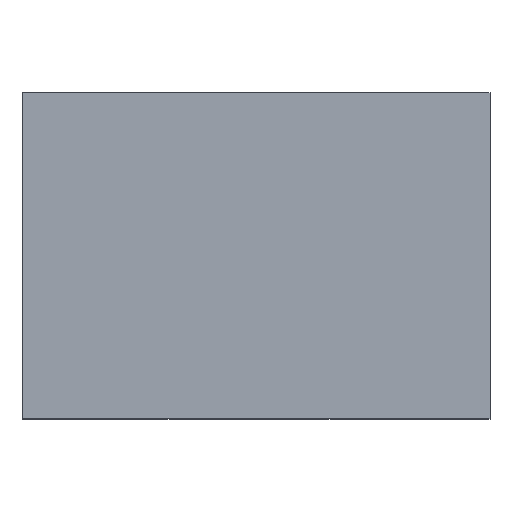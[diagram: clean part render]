
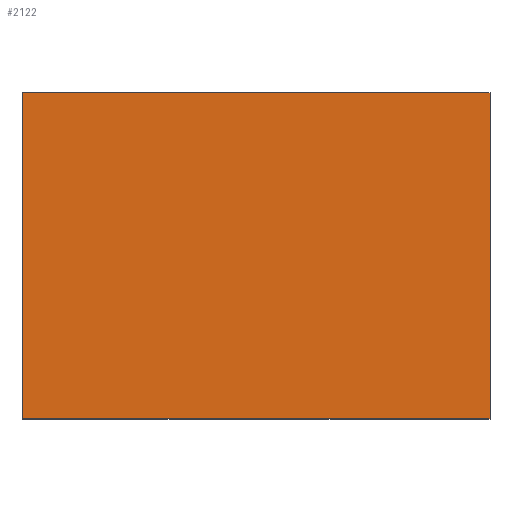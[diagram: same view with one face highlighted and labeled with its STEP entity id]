
A CAD part, top view. The second image highlights one B-rep face of the part: STEP entity #2122.
In plain terms, the highlighted planar face has unit normal (0, 0, 1).
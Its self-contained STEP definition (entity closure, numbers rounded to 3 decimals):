
#2109=AXIS2_PLACEMENT_3D('Plane Axis2P3D',#2106,#2107,#2108) ;
#100=CARTESIAN_POINT('Vertex',(0.,15.2,18.3)) ;
#103=CARTESIAN_POINT('Line Origine',(10.9,15.2,18.3)) ;
#107=CARTESIAN_POINT('Vertex',(21.8,15.2,18.3)) ;
#335=CARTESIAN_POINT('Vertex',(0.,0.,18.3)) ;
#338=CARTESIAN_POINT('Line Origine',(0.,7.6,18.3)) ;
#1481=CARTESIAN_POINT('Vertex',(21.8,0.,18.3)) ;
#1486=CARTESIAN_POINT('Line Origine',(10.9,0.,18.3)) ;
#2106=CARTESIAN_POINT('Axis2P3D Location',(16.8,4.47,18.3)) ;
#2111=CARTESIAN_POINT('Line Origine',(21.8,7.6,18.3)) ;
#104=DIRECTION('Vector Direction',(-1.,0.,0.)) ;
#339=DIRECTION('Vector Direction',(0.,-1.,0.)) ;
#1487=DIRECTION('Vector Direction',(-1.,0.,0.)) ;
#2107=DIRECTION('Axis2P3D Direction',(0.,0.,-1.)) ;
#2108=DIRECTION('Axis2P3D XDirection',(1.,0.,0.)) ;
#2112=DIRECTION('Vector Direction',(0.,-1.,0.)) ;
#105=VECTOR('Line Direction',#104,1.) ;
#340=VECTOR('Line Direction',#339,1.) ;
#1488=VECTOR('Line Direction',#1487,1.) ;
#2113=VECTOR('Line Direction',#2112,1.) ;
#2117=ORIENTED_EDGE('',*,*,#2115,.F.) ;
#2118=ORIENTED_EDGE('',*,*,#109,.T.) ;
#2119=ORIENTED_EDGE('',*,*,#342,.T.) ;
#2120=ORIENTED_EDGE('',*,*,#1490,.F.) ;
#2122=ADVANCED_FACE('Housing LMFS.1\\Model',(#2121),#2110,.F.) ;
#109=EDGE_CURVE('',#108,#101,#106,.T.) ;
#342=EDGE_CURVE('',#101,#336,#341,.T.) ;
#1490=EDGE_CURVE('',#1482,#336,#1489,.T.) ;
#2115=EDGE_CURVE('',#108,#1482,#2114,.T.) ;
#2116=EDGE_LOOP('',(#2117,#2118,#2119,#2120)) ;
#2121=FACE_OUTER_BOUND('',#2116,.T.) ;
#106=LINE('Line',#103,#105) ;
#341=LINE('Line',#338,#340) ;
#1489=LINE('Line',#1486,#1488) ;
#2114=LINE('Line',#2111,#2113) ;
#2110=PLANE('',#2109) ;
#101=VERTEX_POINT('',#100) ;
#108=VERTEX_POINT('',#107) ;
#336=VERTEX_POINT('',#335) ;
#1482=VERTEX_POINT('',#1481) ;
